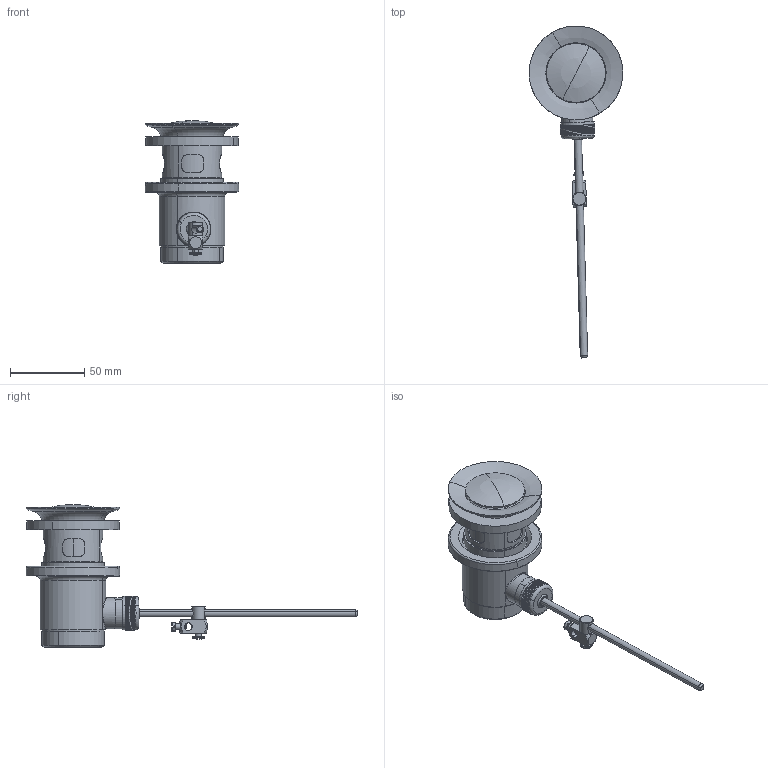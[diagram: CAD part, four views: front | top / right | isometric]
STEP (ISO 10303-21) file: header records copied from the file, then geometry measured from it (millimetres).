
FILE_DESCRIPTION(('3DEXPERIENCE STEP','CAx-IF Rec.Pracs.--- Model Styling and Organization---1.5--- 2016-08-15','CAx-IF Rec.Pracs.---Supplemental Geometry---1.0---2011-11-01','CAx-IF Rec.Pracs.--- Composite Materials ---3.4---2017-06-13','CAx-IF Rec.Pracs.---Tessellated 3D Geometry---1.0---2015-12-17'),'2;1');
FILE_NAME('PPR_1000115736.stp','2024-03-19T09:51:36+00:00',('none'),('none'),'3DEXPERIENCE Platform3DEXPERIENCE R2023x HotFix 5','3DEXPERIENCE Platform STEP AP242 v2','none');
FILE_SCHEMA(('AP242_MANAGED_MODEL_BASED_3D_ENGINEERING_MIM_LF {1 0 10303 442 1 1 4}'));
Length unit declared in the file: millimetre
Products named in the file (16): P-2_HG_Ablaufgarnitur_DN32_WT_Bidet; V5_P_2_Mittelstueck_poliert/verchromt; V5_Hebelstange_D5_mit_Kugel_D12; V5_Hebelstange_WT-Ventil; V5_Kugel_D12_Highriser; V5_Raendelmutter_WT-Ventil; V5_P_2_Ventil_11/4ZOLL_WT-Ventil; V5_Flachdichtung_D62xd43,5x6; V5_P_2_Dichtung_WT-Siphon; V5_Umsetzer_Metall_WT-Ventil; V5_Bolzen_Umsetzer_WT-Ventil; V5_Bolzenhalterung_Umsetzer_WT-Ventil; V5_Schlitzschraube_M4x7; V5_Schlitzschraube_M4x13; P-2_Stopfen_Ablaufventil; V5_O-Ring_33x3(EB-d34_D39,8_b3,2)
Assembly tree (15 placements, depth 3):
  P-2_HG_Ablaufgarnitur_DN32_WT_Bidet
    V5_P_2_Mittelstueck_poliert/verchromt
    V5_Hebelstange_D5_mit_Kugel_D12
      V5_Hebelstange_WT-Ventil
      V5_Kugel_D12_Highriser
    V5_Raendelmutter_WT-Ventil
    V5_P_2_Ventil_11/4ZOLL_WT-Ventil
    V5_Flachdichtung_D62xd43,5x6
    V5_P_2_Dichtung_WT-Siphon
    V5_Umsetzer_Metall_WT-Ventil
      V5_Bolzen_Umsetzer_WT-Ventil
      V5_Bolzenhalterung_Umsetzer_WT-Ventil
      V5_Schlitzschraube_M4x7
      V5_Schlitzschraube_M4x13
    P-2_Stopfen_Ablaufventil
    V5_O-Ring_33x3(EB-d34_D39,8_b3,2)
Bounding box: 62.92 x 222.76 x 96 mm (x, y, z)
Volume: 189564.7 mm3; surface area: 53710 mm2
Topology: 13 solids, 13 shells, 489 faces, 1269 edges, 819 vertices
Faces by surface type: plane 218, cylinder 179, cone 46, torus 32, sphere 8, bspline 4, revolution 2
Entity records: 15062 total; most frequent: CARTESIAN_POINT 3701, ORIENTED_EDGE 2534, DIRECTION 1812, EDGE_CURVE 1267, VERTEX_POINT 819, AXIS2_PLACEMENT_3D 785, VECTOR 722, LINE 722
